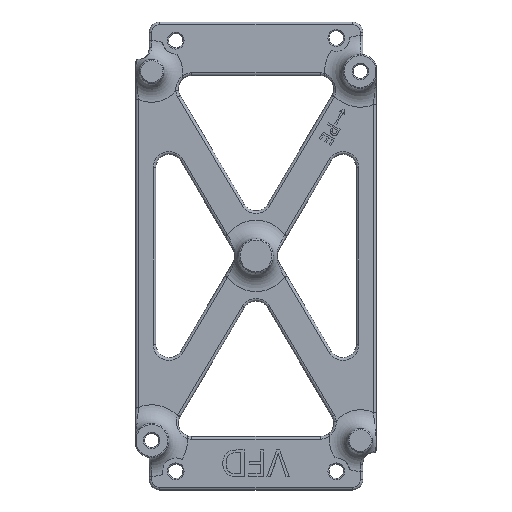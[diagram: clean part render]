
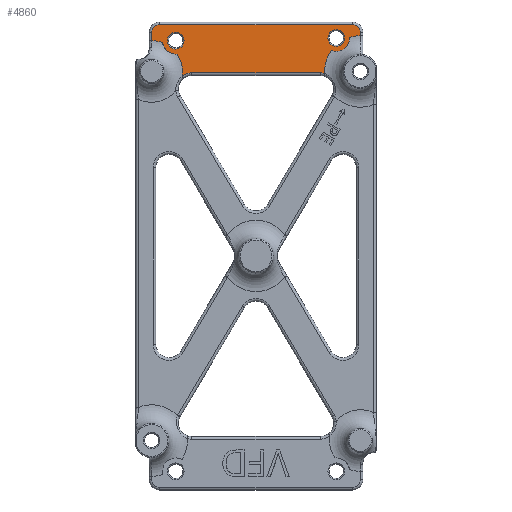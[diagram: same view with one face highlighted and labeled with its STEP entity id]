
A CAD part, top view. The second image highlights one B-rep face of the part: STEP entity #4860.
In plain terms, the highlighted planar face has unit normal (0, 0, 1).
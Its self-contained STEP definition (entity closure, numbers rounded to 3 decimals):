
#163=FACE_BOUND('',#771,.T.);
#164=FACE_BOUND('',#772,.T.);
#229=PLANE('',#5235);
#457=FACE_OUTER_BOUND('',#770,.T.);
#770=EDGE_LOOP('',(#3705,#3706,#3707,#3708,#3709,#3710,#3711,#3712,#3713,
#3714,#3715,#3716,#3717,#3718,#3719));
#771=EDGE_LOOP('',(#3720));
#772=EDGE_LOOP('',(#3721));
#1185=LINE('',#8322,#1600);
#1186=LINE('',#8326,#1601);
#1187=LINE('',#8330,#1602);
#1188=LINE('',#8341,#1603);
#1600=VECTOR('',#6092,10.);
#1601=VECTOR('',#6095,10.);
#1602=VECTOR('',#6098,10.);
#1603=VECTOR('',#6109,10.);
#1899=CIRCLE('',#5227,13.364);
#1900=CIRCLE('',#5228,13.364);
#1903=CIRCLE('',#5233,3.1);
#1905=CIRCLE('',#5236,6.);
#1906=CIRCLE('',#5237,5.);
#1907=CIRCLE('',#5238,3.);
#1908=CIRCLE('',#5239,3.);
#1909=CIRCLE('',#5240,11.5);
#1910=CIRCLE('',#5241,5.);
#1911=CIRCLE('',#5242,11.5);
#1912=CIRCLE('',#5243,11.5);
#1913=CIRCLE('',#5244,6.);
#1914=CIRCLE('',#5245,3.1);
#2303=VERTEX_POINT('',#8274);
#2304=VERTEX_POINT('',#8276);
#2305=VERTEX_POINT('',#8278);
#2306=VERTEX_POINT('',#8295);
#2309=VERTEX_POINT('',#8312);
#2311=VERTEX_POINT('',#8318);
#2312=VERTEX_POINT('',#8321);
#2313=VERTEX_POINT('',#8323);
#2314=VERTEX_POINT('',#8325);
#2315=VERTEX_POINT('',#8327);
#2316=VERTEX_POINT('',#8329);
#2317=VERTEX_POINT('',#8331);
#2318=VERTEX_POINT('',#8333);
#2319=VERTEX_POINT('',#8335);
#2320=VERTEX_POINT('',#8337);
#2321=VERTEX_POINT('',#8339);
#2322=VERTEX_POINT('',#8342);
#2818=EDGE_CURVE('',#2303,#2304,#1899,.T.);
#2820=EDGE_CURVE('',#2305,#2306,#1900,.T.);
#2824=EDGE_CURVE('',#2309,#2309,#1903,.T.);
#2827=EDGE_CURVE('',#2306,#2311,#1905,.T.);
#2828=EDGE_CURVE('',#2304,#2305,#1906,.T.);
#2829=EDGE_CURVE('',#2312,#2303,#1185,.T.);
#2830=EDGE_CURVE('',#2313,#2312,#1907,.T.);
#2831=EDGE_CURVE('',#2314,#2313,#1186,.T.);
#2832=EDGE_CURVE('',#2315,#2314,#1908,.T.);
#2833=EDGE_CURVE('',#2316,#2315,#1187,.T.);
#2834=EDGE_CURVE('',#2316,#2317,#1909,.F.);
#2835=EDGE_CURVE('',#2318,#2317,#1910,.T.);
#2836=EDGE_CURVE('',#2318,#2319,#1911,.F.);
#2837=EDGE_CURVE('',#2319,#2320,#1912,.F.);
#2838=EDGE_CURVE('',#2321,#2320,#1913,.T.);
#2839=EDGE_CURVE('',#2311,#2321,#1188,.T.);
#2840=EDGE_CURVE('',#2322,#2322,#1914,.T.);
#3705=ORIENTED_EDGE('',*,*,#2827,.F.);
#3706=ORIENTED_EDGE('',*,*,#2820,.F.);
#3707=ORIENTED_EDGE('',*,*,#2828,.F.);
#3708=ORIENTED_EDGE('',*,*,#2818,.F.);
#3709=ORIENTED_EDGE('',*,*,#2829,.F.);
#3710=ORIENTED_EDGE('',*,*,#2830,.F.);
#3711=ORIENTED_EDGE('',*,*,#2831,.F.);
#3712=ORIENTED_EDGE('',*,*,#2832,.F.);
#3713=ORIENTED_EDGE('',*,*,#2833,.F.);
#3714=ORIENTED_EDGE('',*,*,#2834,.T.);
#3715=ORIENTED_EDGE('',*,*,#2835,.F.);
#3716=ORIENTED_EDGE('',*,*,#2836,.T.);
#3717=ORIENTED_EDGE('',*,*,#2837,.T.);
#3718=ORIENTED_EDGE('',*,*,#2838,.F.);
#3719=ORIENTED_EDGE('',*,*,#2839,.F.);
#3720=ORIENTED_EDGE('',*,*,#2840,.F.);
#3721=ORIENTED_EDGE('',*,*,#2824,.F.);
#4860=ADVANCED_FACE('',(#457,#163,#164),#229,.T.);
#5227=AXIS2_PLACEMENT_3D('',#8277,#6069,#6070);
#5228=AXIS2_PLACEMENT_3D('',#8296,#6071,#6072);
#5233=AXIS2_PLACEMENT_3D('',#8313,#6081,#6082);
#5235=AXIS2_PLACEMENT_3D('',#8317,#6086,#6087);
#5236=AXIS2_PLACEMENT_3D('',#8319,#6088,#6089);
#5237=AXIS2_PLACEMENT_3D('',#8320,#6090,#6091);
#5238=AXIS2_PLACEMENT_3D('',#8324,#6093,#6094);
#5239=AXIS2_PLACEMENT_3D('',#8328,#6096,#6097);
#5240=AXIS2_PLACEMENT_3D('',#8332,#6099,#6100);
#5241=AXIS2_PLACEMENT_3D('',#8334,#6101,#6102);
#5242=AXIS2_PLACEMENT_3D('',#8336,#6103,#6104);
#5243=AXIS2_PLACEMENT_3D('',#8338,#6105,#6106);
#5244=AXIS2_PLACEMENT_3D('',#8340,#6107,#6108);
#5245=AXIS2_PLACEMENT_3D('',#8343,#6110,#6111);
#6069=DIRECTION('center_axis',(0.,0.,1.));
#6070=DIRECTION('ref_axis',(-0.735,0.678,0.));
#6071=DIRECTION('center_axis',(0.,0.,1.));
#6072=DIRECTION('ref_axis',(-0.735,0.678,0.));
#6081=DIRECTION('center_axis',(0.,0.,1.));
#6082=DIRECTION('ref_axis',(1.,0.,0.));
#6086=DIRECTION('center_axis',(0.,0.,1.));
#6087=DIRECTION('ref_axis',(1.,0.,0.));
#6088=DIRECTION('center_axis',(0.,0.,1.));
#6089=DIRECTION('ref_axis',(0.174,0.985,0.));
#6090=DIRECTION('center_axis',(0.,0.,-1.));
#6091=DIRECTION('ref_axis',(1.,0.,0.));
#6092=DIRECTION('',(0.,-1.,0.));
#6093=DIRECTION('center_axis',(0.,0.,-1.));
#6094=DIRECTION('ref_axis',(0.707,0.707,0.));
#6095=DIRECTION('',(1.,0.,0.));
#6096=DIRECTION('center_axis',(0.,0.,-1.));
#6097=DIRECTION('ref_axis',(-0.707,0.707,0.));
#6098=DIRECTION('',(0.,1.,0.));
#6099=DIRECTION('center_axis',(0.,0.,1.));
#6100=DIRECTION('ref_axis',(-1.,0.,0.));
#6101=DIRECTION('center_axis',(0.,0.,-1.));
#6102=DIRECTION('ref_axis',(1.,0.,0.));
#6103=DIRECTION('center_axis',(0.,0.,1.));
#6104=DIRECTION('ref_axis',(-1.,0.,0.));
#6105=DIRECTION('center_axis',(0.,0.,1.));
#6106=DIRECTION('ref_axis',(-1.,0.,0.));
#6107=DIRECTION('center_axis',(0.,0.,1.));
#6108=DIRECTION('ref_axis',(-0.447,0.894,0.));
#6109=DIRECTION('',(-1.,0.,0.));
#6110=DIRECTION('center_axis',(0.,0.,1.));
#6111=DIRECTION('ref_axis',(1.,0.,0.));
#8274=CARTESIAN_POINT('',(39.,82.364,5.));
#8276=CARTESIAN_POINT('',(34.994,81.749,5.));
#8277=CARTESIAN_POINT('Origin',(39.,69.,5.));
#8278=CARTESIAN_POINT('',(28.18,76.843,5.));
#8295=CARTESIAN_POINT('',(25.655,68.28,5.));
#8296=CARTESIAN_POINT('Origin',(39.,69.,5.));
#8312=CARTESIAN_POINT('',(26.9,81.5,5.));
#8313=CARTESIAN_POINT('Origin',(30.,81.5,5.));
#8317=CARTESIAN_POINT('Origin',(0.,0.,5.));
#8318=CARTESIAN_POINT('',(24.046,68.5,5.));
#8319=CARTESIAN_POINT('Origin',(24.046,62.5,5.));
#8320=CARTESIAN_POINT('Origin',(30.,81.5,5.));
#8321=CARTESIAN_POINT('',(39.,83.5,5.));
#8322=CARTESIAN_POINT('',(39.,36.75,5.));
#8323=CARTESIAN_POINT('',(36.,86.5,5.));
#8324=CARTESIAN_POINT('Origin',(36.,83.5,5.));
#8325=CARTESIAN_POINT('',(-36.,86.5,5.));
#8326=CARTESIAN_POINT('',(20.,86.5,5.));
#8327=CARTESIAN_POINT('',(-39.,83.5,5.));
#8328=CARTESIAN_POINT('Origin',(-36.,83.5,5.));
#8329=CARTESIAN_POINT('',(-39.,80.5,5.));
#8330=CARTESIAN_POINT('',(-39.,43.75,5.));
#8331=CARTESIAN_POINT('',(-34.945,79.761,5.));
#8332=CARTESIAN_POINT('Origin',(-39.,69.,5.));
#8333=CARTESIAN_POINT('',(-29.528,75.522,5.));
#8334=CARTESIAN_POINT('Origin',(-30.,80.5,5.));
#8335=CARTESIAN_POINT('',(-27.5,69.,5.));
#8336=CARTESIAN_POINT('Origin',(-39.,69.,5.));
#8337=CARTESIAN_POINT('',(-27.624,67.317,5.));
#8338=CARTESIAN_POINT('Origin',(-39.,69.,5.));
#8339=CARTESIAN_POINT('',(-24.046,68.5,5.));
#8340=CARTESIAN_POINT('Origin',(-24.046,62.5,5.));
#8341=CARTESIAN_POINT('',(-16.408,68.5,5.));
#8342=CARTESIAN_POINT('',(-33.1,80.5,5.));
#8343=CARTESIAN_POINT('Origin',(-30.,80.5,5.));
